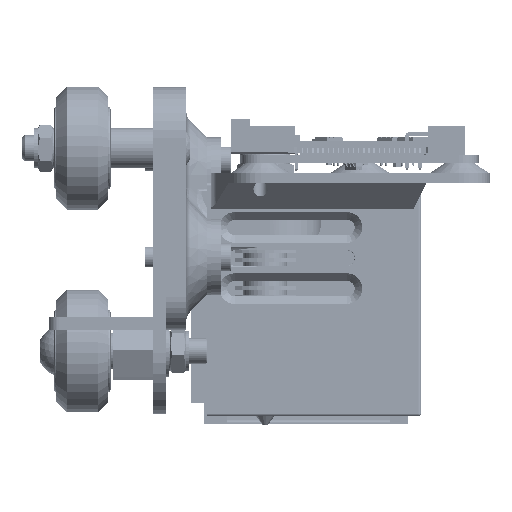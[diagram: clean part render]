
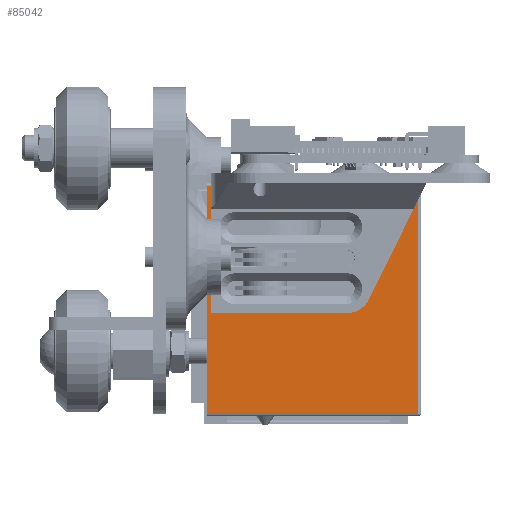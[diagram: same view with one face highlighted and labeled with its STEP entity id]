
A CAD part, left-side view. The second image highlights one B-rep face of the part: STEP entity #85042.
In plain terms, the highlighted face is planar.
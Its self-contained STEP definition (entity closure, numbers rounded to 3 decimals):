
#5469=FACE_BOUND('',#14402,.T.);
#5470=FACE_BOUND('',#14403,.T.);
#5471=FACE_BOUND('',#14404,.T.);
#6112=PLANE('',#90628);
#9685=FACE_OUTER_BOUND('',#14401,.T.);
#14401=EDGE_LOOP('',(#61928,#61929,#61930,#61931,#61932,#61933,#61934,#61935));
#14402=EDGE_LOOP('',(#61936,#61937,#61938,#61939));
#14403=EDGE_LOOP('',(#61940,#61941,#61942,#61943));
#14404=EDGE_LOOP('',(#61944,#61945,#61946,#61947));
#19688=LINE('',#120724,#29077);
#19690=LINE('',#120728,#29079);
#19696=LINE('',#120746,#29085);
#19710=LINE('',#120791,#29099);
#19737=LINE('',#120868,#29126);
#19762=LINE('',#120938,#29151);
#19763=LINE('',#120940,#29152);
#19764=LINE('',#120941,#29153);
#19765=LINE('',#120943,#29154);
#19766=LINE('',#120946,#29155);
#19767=LINE('',#120948,#29156);
#19768=LINE('',#120951,#29157);
#19769=LINE('',#120953,#29158);
#19770=LINE('',#120956,#29159);
#29077=VECTOR('',#98062,1000.);
#29079=VECTOR('',#98066,1000.);
#29085=VECTOR('',#98080,1000.);
#29099=VECTOR('',#98138,1000.);
#29126=VECTOR('',#98229,1000.);
#29151=VECTOR('',#98310,1000.);
#29152=VECTOR('',#98311,1000.);
#29153=VECTOR('',#98312,1000.);
#29154=VECTOR('',#98313,1000.);
#29155=VECTOR('',#98316,1000.);
#29156=VECTOR('',#98317,1000.);
#29157=VECTOR('',#98320,1000.);
#29158=VECTOR('',#98321,1000.);
#29159=VECTOR('',#98324,1000.);
#38389=CIRCLE('',#90448,1.5);
#38391=CIRCLE('',#90451,1.5);
#38393=CIRCLE('',#90454,1.5);
#38491=CIRCLE('',#90629,1.5);
#38492=CIRCLE('',#90630,1.5);
#38493=CIRCLE('',#90631,1.5);
#40481=VERTEX_POINT('',#120436);
#40482=VERTEX_POINT('',#120437);
#40485=VERTEX_POINT('',#120445);
#40486=VERTEX_POINT('',#120446);
#40489=VERTEX_POINT('',#120454);
#40490=VERTEX_POINT('',#120455);
#40601=VERTEX_POINT('',#120720);
#40602=VERTEX_POINT('',#120722);
#40603=VERTEX_POINT('',#120726);
#40610=VERTEX_POINT('',#120743);
#40611=VERTEX_POINT('',#120745);
#40620=VERTEX_POINT('',#120789);
#40655=VERTEX_POINT('',#120937);
#40656=VERTEX_POINT('',#120939);
#40657=VERTEX_POINT('',#120942);
#40658=VERTEX_POINT('',#120944);
#40659=VERTEX_POINT('',#120947);
#40660=VERTEX_POINT('',#120949);
#40661=VERTEX_POINT('',#120952);
#40662=VERTEX_POINT('',#120954);
#48603=EDGE_CURVE('',#40481,#40482,#38389,.T.);
#48607=EDGE_CURVE('',#40485,#40486,#38391,.T.);
#48611=EDGE_CURVE('',#40489,#40490,#38393,.T.);
#48745=EDGE_CURVE('',#40602,#40601,#19688,.T.);
#48747=EDGE_CURVE('',#40603,#40602,#19690,.T.);
#48757=EDGE_CURVE('',#40610,#40611,#19696,.T.);
#48780=EDGE_CURVE('',#40620,#40610,#19710,.T.);
#48819=EDGE_CURVE('',#40601,#40620,#19737,.T.);
#48854=EDGE_CURVE('',#40603,#40655,#19762,.T.);
#48855=EDGE_CURVE('',#40655,#40656,#19763,.T.);
#48856=EDGE_CURVE('',#40656,#40611,#19764,.T.);
#48857=EDGE_CURVE('',#40482,#40657,#19765,.T.);
#48858=EDGE_CURVE('',#40657,#40658,#38491,.T.);
#48859=EDGE_CURVE('',#40658,#40481,#19766,.T.);
#48860=EDGE_CURVE('',#40486,#40659,#19767,.T.);
#48861=EDGE_CURVE('',#40659,#40660,#38492,.T.);
#48862=EDGE_CURVE('',#40660,#40485,#19768,.T.);
#48863=EDGE_CURVE('',#40490,#40661,#19769,.T.);
#48864=EDGE_CURVE('',#40661,#40662,#38493,.T.);
#48865=EDGE_CURVE('',#40662,#40489,#19770,.T.);
#61928=ORIENTED_EDGE('',*,*,#48757,.F.);
#61929=ORIENTED_EDGE('',*,*,#48780,.F.);
#61930=ORIENTED_EDGE('',*,*,#48819,.F.);
#61931=ORIENTED_EDGE('',*,*,#48745,.F.);
#61932=ORIENTED_EDGE('',*,*,#48747,.F.);
#61933=ORIENTED_EDGE('',*,*,#48854,.T.);
#61934=ORIENTED_EDGE('',*,*,#48855,.T.);
#61935=ORIENTED_EDGE('',*,*,#48856,.T.);
#61936=ORIENTED_EDGE('',*,*,#48857,.T.);
#61937=ORIENTED_EDGE('',*,*,#48858,.T.);
#61938=ORIENTED_EDGE('',*,*,#48859,.T.);
#61939=ORIENTED_EDGE('',*,*,#48603,.T.);
#61940=ORIENTED_EDGE('',*,*,#48860,.T.);
#61941=ORIENTED_EDGE('',*,*,#48861,.T.);
#61942=ORIENTED_EDGE('',*,*,#48862,.T.);
#61943=ORIENTED_EDGE('',*,*,#48607,.T.);
#61944=ORIENTED_EDGE('',*,*,#48863,.T.);
#61945=ORIENTED_EDGE('',*,*,#48864,.T.);
#61946=ORIENTED_EDGE('',*,*,#48865,.T.);
#61947=ORIENTED_EDGE('',*,*,#48611,.T.);
#85042=ADVANCED_FACE('',(#9685,#5469,#5470,#5471),#6112,.T.);
#90448=AXIS2_PLACEMENT_3D('',#120438,#97802,#97803);
#90451=AXIS2_PLACEMENT_3D('',#120447,#97810,#97811);
#90454=AXIS2_PLACEMENT_3D('',#120456,#97818,#97819);
#90628=AXIS2_PLACEMENT_3D('',#120936,#98308,#98309);
#90629=AXIS2_PLACEMENT_3D('',#120945,#98314,#98315);
#90630=AXIS2_PLACEMENT_3D('',#120950,#98318,#98319);
#90631=AXIS2_PLACEMENT_3D('',#120955,#98322,#98323);
#97802=DIRECTION('center_axis',(-1.,0.,0.));
#97803=DIRECTION('ref_axis',(0.,0.,
1.));
#97810=DIRECTION('center_axis',(-1.,0.,0.));
#97811=DIRECTION('ref_axis',(0.,0.,
1.));
#97818=DIRECTION('center_axis',(-1.,0.,0.));
#97819=DIRECTION('ref_axis',(0.,0.,
1.));
#98062=DIRECTION('',(0.,0.,-1.));
#98066=DIRECTION('',(0.,1.,0.));
#98080=DIRECTION('',(0.,1.,0.));
#98138=DIRECTION('',(0.,0.,1.));
#98229=DIRECTION('',(0.,-1.,0.));
#98308=DIRECTION('center_axis',(1.,0.,0.));
#98309=DIRECTION('ref_axis',(0.,0.,
-1.));
#98310=DIRECTION('',(0.,0.,-1.));
#98311=DIRECTION('',(0.,-1.,0.));
#98312=DIRECTION('',(0.,0.,1.));
#98313=DIRECTION('',(0.,0.,-1.));
#98314=DIRECTION('center_axis',(-1.,0.,0.));
#98315=DIRECTION('ref_axis',(0.,0.,
1.));
#98316=DIRECTION('',(0.,0.,1.));
#98317=DIRECTION('',(0.,0.,-1.));
#98318=DIRECTION('center_axis',(-1.,0.,0.));
#98319=DIRECTION('ref_axis',(0.,0.,
1.));
#98320=DIRECTION('',(0.,0.,1.));
#98321=DIRECTION('',(0.,0.,-1.));
#98322=DIRECTION('center_axis',(-1.,0.,0.));
#98323=DIRECTION('ref_axis',(0.,0.,
1.));
#98324=DIRECTION('',(0.,0.,1.));
#120436=CARTESIAN_POINT('',(22.5,1.4,-8.5));
#120437=CARTESIAN_POINT('',(22.5,4.4,-8.5));
#120438=CARTESIAN_POINT('Origin',(22.5,2.9,-8.5));
#120445=CARTESIAN_POINT('',(22.5,7.4,-8.5));
#120446=CARTESIAN_POINT('',(22.5,10.4,-8.5));
#120447=CARTESIAN_POINT('Origin',(22.5,8.9,-8.5));
#120454=CARTESIAN_POINT('',(22.5,13.4,-8.5));
#120455=CARTESIAN_POINT('',(22.5,16.4,-8.5));
#120456=CARTESIAN_POINT('Origin',(22.5,14.9,-8.5));
#120720=CARTESIAN_POINT('',(22.5,23.1,-44.5));
#120722=CARTESIAN_POINT('',(22.5,23.1,-3.));
#120724=CARTESIAN_POINT('',(22.5,23.1,-45.));
#120726=CARTESIAN_POINT('',(22.5,16.6,-3.));
#120728=CARTESIAN_POINT('',(22.5,0.,-3.));
#120743=CARTESIAN_POINT('',(22.5,-21.6,-3.));
#120745=CARTESIAN_POINT('',(22.5,1.6,-3.));
#120746=CARTESIAN_POINT('',(22.5,0.,-3.));
#120789=CARTESIAN_POINT('',(22.5,-21.6,-44.5));
#120791=CARTESIAN_POINT('',(22.5,-21.6,-45.));
#120868=CARTESIAN_POINT('',(22.5,-23.6,-44.5));
#120936=CARTESIAN_POINT('Origin',(22.5,-23.6,-45.));
#120937=CARTESIAN_POINT('',(22.5,16.6,-3.8));
#120938=CARTESIAN_POINT('',(22.5,16.6,-45.));
#120939=CARTESIAN_POINT('',(22.5,1.6,-3.8));
#120940=CARTESIAN_POINT('',(22.5,-23.6,-3.8));
#120941=CARTESIAN_POINT('',(22.5,1.6,-45.));
#120942=CARTESIAN_POINT('',(22.5,4.4,-30.5));
#120943=CARTESIAN_POINT('',(22.5,4.4,-45.));
#120944=CARTESIAN_POINT('',(22.5,1.4,-30.5));
#120945=CARTESIAN_POINT('Origin',(22.5,2.9,-30.5));
#120946=CARTESIAN_POINT('',(22.5,1.4,-45.));
#120947=CARTESIAN_POINT('',(22.5,10.4,-30.5));
#120948=CARTESIAN_POINT('',(22.5,10.4,-45.));
#120949=CARTESIAN_POINT('',(22.5,7.4,-30.5));
#120950=CARTESIAN_POINT('Origin',(22.5,8.9,-30.5));
#120951=CARTESIAN_POINT('',(22.5,7.4,-45.));
#120952=CARTESIAN_POINT('',(22.5,16.4,-30.5));
#120953=CARTESIAN_POINT('',(22.5,16.4,-45.));
#120954=CARTESIAN_POINT('',(22.5,13.4,-30.5));
#120955=CARTESIAN_POINT('Origin',(22.5,14.9,-30.5));
#120956=CARTESIAN_POINT('',(22.5,13.4,-45.));
